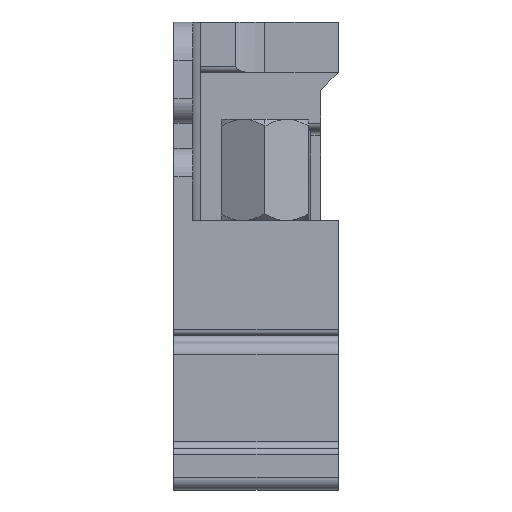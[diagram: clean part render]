
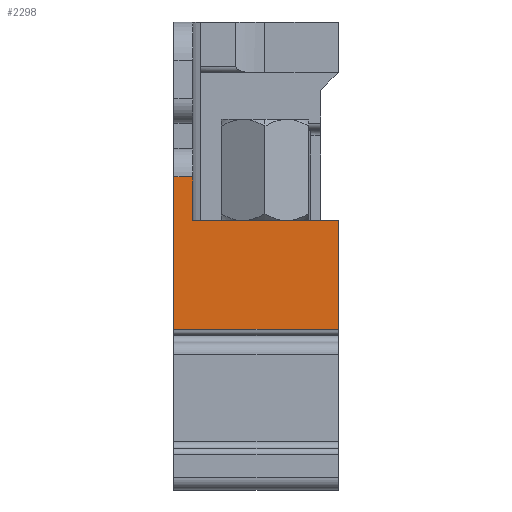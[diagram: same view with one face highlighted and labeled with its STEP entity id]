
A CAD part, left-side view. The second image highlights one B-rep face of the part: STEP entity #2298.
In plain terms, the highlighted planar face has unit normal (-1, 0, 0).
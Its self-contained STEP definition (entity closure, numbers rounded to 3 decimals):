
#950 = LINE ( 'NONE', #16287, #2787 ) ;
#1956 = DIRECTION ( 'NONE',  ( 0., 0., -1. ) ) ;
#2298 = ADVANCED_FACE ( 'NONE', ( #28632 ), #25521, .F. ) ;
#2787 = VECTOR ( 'NONE', #11441, 1000. ) ;
#3270 = EDGE_CURVE ( 'NONE', #22724, #25361, #17438, .T. ) ;
#3945 = CARTESIAN_POINT ( 'NONE',  ( -38.85, 11.5, 14.7 ) ) ;
#4949 = VECTOR ( 'NONE', #1956, 1000. ) ;
#5311 = CARTESIAN_POINT ( 'NONE',  ( -38.85, 11.5, 18.15 ) ) ;
#6028 = CARTESIAN_POINT ( 'NONE',  ( -38.85, 13., 6.493 ) ) ;
#6309 = VECTOR ( 'NONE', #10718, 1000. ) ;
#6871 = CARTESIAN_POINT ( 'NONE',  ( -38.85, 0., 6.1 ) ) ;
#7588 = ORIENTED_EDGE ( 'NONE', *, *, #22623, .F. ) ;
#8129 = LINE ( 'NONE', #6028, #6309 ) ;
#8641 = EDGE_CURVE ( 'NONE', #13077, #31225, #8129, .T. ) ;
#8668 = ORIENTED_EDGE ( 'NONE', *, *, #32465, .F. ) ;
#8924 = ORIENTED_EDGE ( 'NONE', *, *, #8641, .F. ) ;
#9529 = CARTESIAN_POINT ( 'NONE',  ( -38.85, 11.5, 21.7 ) ) ;
#9593 = VECTOR ( 'NONE', #31892, 1000. ) ;
#10152 = CARTESIAN_POINT ( 'NONE',  ( -38.85, 13., 6.1 ) ) ;
#10718 = DIRECTION ( 'NONE',  ( 0., 0., 1. ) ) ;
#11441 = DIRECTION ( 'NONE',  ( 0., 1., 0. ) ) ;
#12039 = EDGE_CURVE ( 'NONE', #25361, #23851, #13316, .T. ) ;
#12665 = CARTESIAN_POINT ( 'NONE',  ( -38.85, 0., 6.993 ) ) ;
#13077 = VERTEX_POINT ( 'NONE', #10152 ) ;
#13316 = LINE ( 'NONE', #22241, #28670 ) ;
#15497 = CARTESIAN_POINT ( 'NONE',  ( -38.85, 13., 21.7 ) ) ;
#15673 = DIRECTION ( 'NONE',  ( 0., 0., -1. ) ) ;
#15765 = DIRECTION ( 'NONE',  ( 0., 0., -1. ) ) ;
#16287 = CARTESIAN_POINT ( 'NONE',  ( -38.85, 13., 6.1 ) ) ;
#17280 = ORIENTED_EDGE ( 'NONE', *, *, #23193, .F. ) ;
#17438 = LINE ( 'NONE', #9529, #4949 ) ;
#19447 = ORIENTED_EDGE ( 'NONE', *, *, #3270, .F. ) ;
#21724 = EDGE_LOOP ( 'NONE', ( #33429, #19447, #7588, #8924, #17280, #8668 ) ) ;
#22241 = CARTESIAN_POINT ( 'NONE',  ( -38.85, 13., 14.7 ) ) ;
#22562 = VERTEX_POINT ( 'NONE', #6871 ) ;
#22623 = EDGE_CURVE ( 'NONE', #31225, #22724, #26537, .T. ) ;
#22724 = VERTEX_POINT ( 'NONE', #5311 ) ;
#22895 = CARTESIAN_POINT ( 'NONE',  ( -38.85, 0., 14.7 ) ) ;
#23193 = EDGE_CURVE ( 'NONE', #22562, #13077, #950, .T. ) ;
#23851 = VERTEX_POINT ( 'NONE', #22895 ) ;
#24632 = DIRECTION ( 'NONE',  ( 0., -1., 0. ) ) ;
#25361 = VERTEX_POINT ( 'NONE', #3945 ) ;
#25521 = PLANE ( 'NONE',  #26898 ) ;
#26473 = LINE ( 'NONE', #12665, #27773 ) ;
#26537 = LINE ( 'NONE', #28806, #9593 ) ;
#26898 = AXIS2_PLACEMENT_3D ( 'NONE', #15497, #28819, #15673 ) ;
#27773 = VECTOR ( 'NONE', #15765, 1000. ) ;
#28632 = FACE_OUTER_BOUND ( 'NONE', #21724, .T. ) ;
#28670 = VECTOR ( 'NONE', #24632, 1000. ) ;
#28806 = CARTESIAN_POINT ( 'NONE',  ( -38.85, 73.325, 18.15 ) ) ;
#28819 = DIRECTION ( 'NONE',  ( 1., 0., 0. ) ) ;
#30026 = CARTESIAN_POINT ( 'NONE',  ( -38.85, 13., 18.15 ) ) ;
#31225 = VERTEX_POINT ( 'NONE', #30026 ) ;
#31892 = DIRECTION ( 'NONE',  ( 0., -1., 0. ) ) ;
#32465 = EDGE_CURVE ( 'NONE', #23851, #22562, #26473, .T. ) ;
#33429 = ORIENTED_EDGE ( 'NONE', *, *, #12039, .F. ) ;
